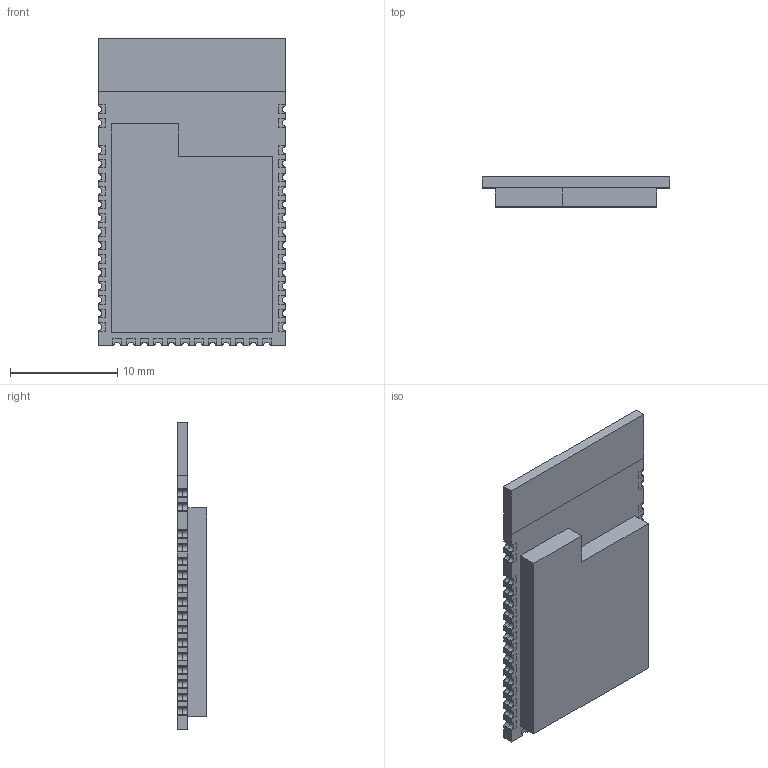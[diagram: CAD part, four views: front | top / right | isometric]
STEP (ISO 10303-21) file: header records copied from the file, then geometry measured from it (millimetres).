
FILE_DESCRIPTION (( 'STEP AP214' ), '1' );
FILE_NAME ('CDEBYTE E73-2G4M04S1B.STEP', '2021-08-15T05:21:02', ( '' ), ( '' ), 'SwSTEP 2.0', 'SolidWorks 2021', '' );
FILE_SCHEMA (( 'AUTOMOTIVE_DESIGN' ));
Length unit declared in the file: millimetre
Products named in the file (1): CDEBYTE E73-2G4M04S1B
Bounding box: 17.5 x 2.77 x 28.7 mm (x, y, z)
Volume: 969.4 mm3; surface area: 1606.1 mm2
Topology: 90 solids, 90 shells, 999 faces, 2454 edges, 1636 vertices
Faces by surface type: plane 899, cylinder 100
Entity records: 40040 total; most frequent: CARTESIAN_POINT 5090, ORIENTED_EDGE 4908, DIRECTION 4654, EDGE_CURVE 2454, VECTOR 2254, LINE 2254, VERTEX_POINT 1636, AXIS2_PLACEMENT_3D 1200
